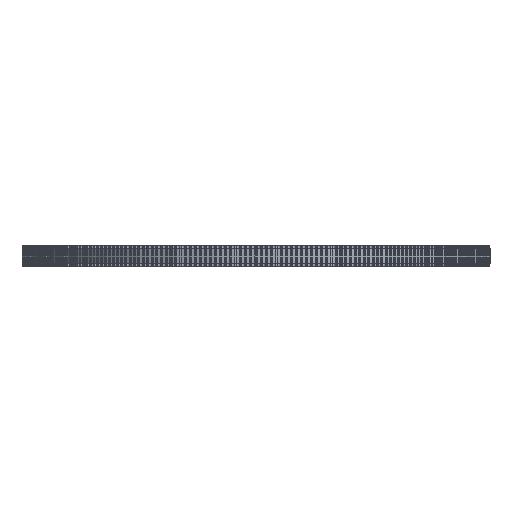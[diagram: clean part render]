
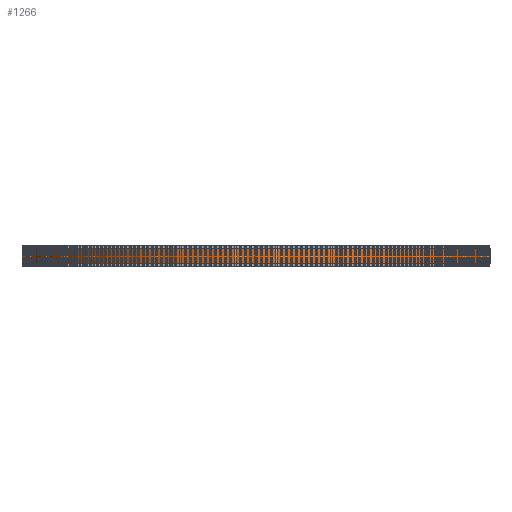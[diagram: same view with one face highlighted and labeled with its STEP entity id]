
A CAD part, front view. The second image highlights one B-rep face of the part: STEP entity #1266.
In plain terms, the highlighted cylindrical face has radius 91.037 mm (diameter 182.073 mm), a full revolution.
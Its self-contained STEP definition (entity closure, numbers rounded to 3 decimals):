
#97=FACE_BOUND('',#4704,.T.);
#98=FACE_BOUND('',#4705,.T.);
#1266=ADVANCED_FACE('',(#97,#98),#2411,.T.);
#2411=CYLINDRICAL_SURFACE('',#25311,91.037);
#4704=EDGE_LOOP('',(#13858));
#4705=EDGE_LOOP('',(#13859));
#13858=ORIENTED_EDGE('',*,*,#19582,.T.);
#13859=ORIENTED_EDGE('',*,*,#19583,.T.);
#16148=VERTEX_POINT('',#40200);
#16149=VERTEX_POINT('',#40202);
#19582=EDGE_CURVE('',#16148,#16148,#21872,.T.);
#19583=EDGE_CURVE('',#16149,#16149,#21873,.T.);
#21872=CIRCLE('',#25309,91.037);
#21873=CIRCLE('',#25310,91.037);
#25309=AXIS2_PLACEMENT_3D('',#40199,#33326,#33327);
#25310=AXIS2_PLACEMENT_3D('',#40201,#33328,#33329);
#25311=AXIS2_PLACEMENT_3D('',#40203,#33330,#33331);
#33326=DIRECTION('',(0.,0.,1.));
#33327=DIRECTION('',(1.,0.,0.));
#33328=DIRECTION('',(0.,0.,-1.));
#33329=DIRECTION('',(1.,0.,0.));
#33330=DIRECTION('',(0.,0.,1.));
#33331=DIRECTION('',(1.,0.,0.));
#40199=CARTESIAN_POINT('',(0.,0.,1.));
#40200=CARTESIAN_POINT('',(91.037,0.,1.));
#40201=CARTESIAN_POINT('',(0.,0.,7.));
#40202=CARTESIAN_POINT('',(91.037,0.,7.));
#40203=CARTESIAN_POINT('',(0.,0.,1.));
